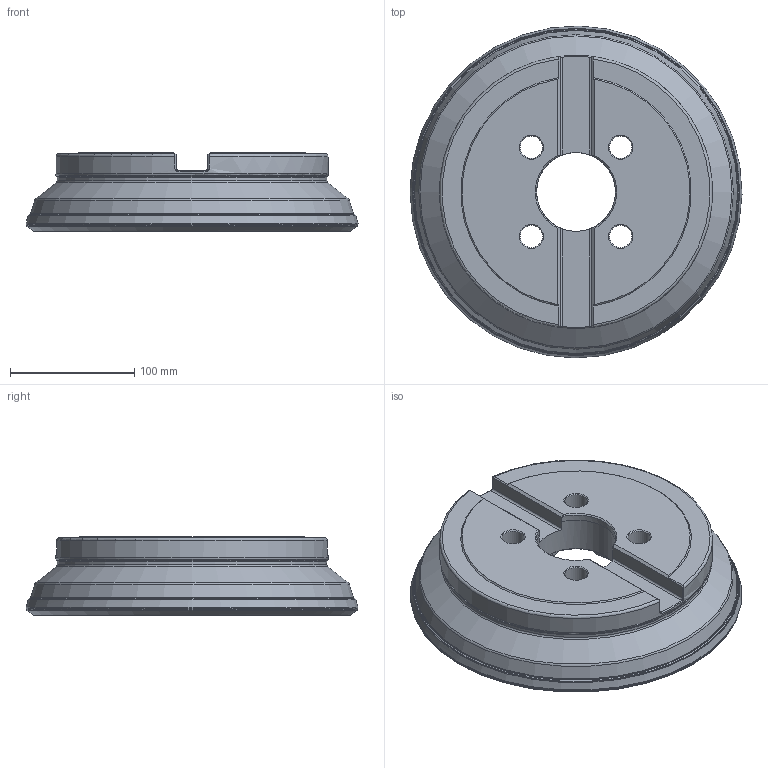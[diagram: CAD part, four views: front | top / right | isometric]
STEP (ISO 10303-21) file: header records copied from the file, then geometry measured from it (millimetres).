
FILE_DESCRIPTION(/* description */ (''),/* implementation_level */ '2;1');
FILE_NAME(/* name */ '17001021.stp',/* time_stamp */ '2024-05-03T07:50:46+09:00',/* author */ (''),/* organization */ (''),/* preprocessor_version */ 'ST-DEVELOPER v16',/* originating_system */ 'SIEMENS PLM Software NX 10.0',/* authorisation */ '');
FILE_SCHEMA (('AP203_CONFIGURATION_CONTROLLED_3D_DESIGN_OF_MECHANICAL_PARTS_AND_ASSEMBLIES_MIM_LF { 1 0 10303 403 2 1 2}'));
Length unit declared in the file: millimetre
Products named in the file (1): 10221A6C8B27vs9d
Bounding box: 267.56 x 267.55 x 63.51 mm (x, y, z)
Volume: 1861102.8 mm3; surface area: 199257.5 mm2
Topology: 1 solids, 2 shells, 180 faces, 477 edges, 330 vertices
Faces by surface type: cylinder 37, plane 37, cone 37, torus 31, revolution 30, bspline 8
Full cylindrical faces by diameter (mm): 18 x4, 63.5 x1, 182.88 x1, 216.989 x1, 219.989 x1, 263.4 x1
Entity records: 5489 total; most frequent: CARTESIAN_POINT 1585, DIRECTION 800, ORIENTED_EDGE 684, EDGE_CURVE 342, AXIS2_PLACEMENT_3D 329, EDGE_LOOP 256, VERTEX_POINT 230, ADVANCED_FACE 180
